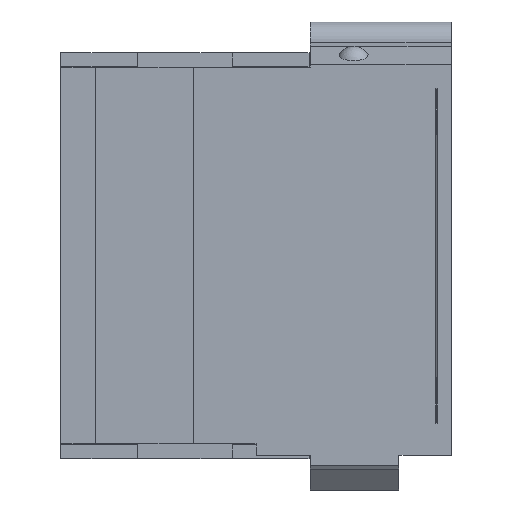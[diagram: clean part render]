
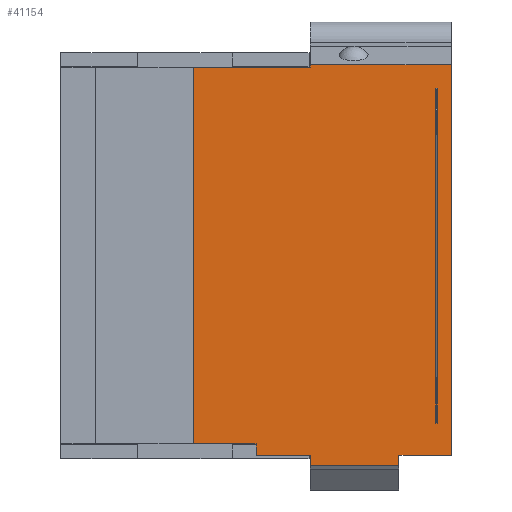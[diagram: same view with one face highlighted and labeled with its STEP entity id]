
A CAD part, front view. The second image highlights one B-rep face of the part: STEP entity #41154.
In plain terms, the highlighted planar face has unit normal (0, -1, 0).
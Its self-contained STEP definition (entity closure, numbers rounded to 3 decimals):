
#2542=DIRECTION('',(1.,0.,0.));
#2543=VECTOR('',#2542,8.4);
#2544=CARTESIAN_POINT('',(-4.5,0.,13.5));
#2545=LINE('',#2544,#2543);
#2566=DIRECTION('',(0.,0.,-1.));
#2567=VECTOR('',#2566,27.);
#2568=CARTESIAN_POINT('',(-4.5,0.,13.5));
#2569=LINE('',#2568,#2567);
#2570=DIRECTION('',(1.,0.,0.));
#2571=VECTOR('',#2570,10.1);
#2572=CARTESIAN_POINT('',(3.9,0.,13.7));
#2573=LINE('',#2572,#2571);
#2574=DIRECTION('',(0.,0.,-1.));
#2575=VECTOR('',#2574,28.);
#2576=CARTESIAN_POINT('',(14.,0.,13.7));
#2577=LINE('',#2576,#2575);
#2578=DIRECTION('',(-1.,0.,0.));
#2579=VECTOR('',#2578,3.75);
#2580=CARTESIAN_POINT('',(14.,0.,-14.3));
#2581=LINE('',#2580,#2579);
#2582=DIRECTION('',(0.,0.,1.));
#2583=VECTOR('',#2582,0.732);
#2584=CARTESIAN_POINT('',(10.25,0.,-15.032));
#2585=LINE('',#2584,#2583);
#2586=DIRECTION('',(-1.,0.,0.));
#2587=VECTOR('',#2586,6.35);
#2588=CARTESIAN_POINT('',(10.25,0.,-15.032));
#2589=LINE('',#2588,#2587);
#2590=DIRECTION('',(0.,0.,1.));
#2591=VECTOR('',#2590,0.732);
#2592=CARTESIAN_POINT('',(3.9,0.,-15.032));
#2593=LINE('',#2592,#2591);
#2594=DIRECTION('',(1.,0.,0.));
#2595=VECTOR('',#2594,3.9);
#2596=CARTESIAN_POINT('',(0.,0.,-14.3));
#2597=LINE('',#2596,#2595);
#2598=DIRECTION('',(-1.,0.,0.));
#2599=VECTOR('',#2598,4.5);
#2600=CARTESIAN_POINT('',(0.,0.,-13.5));
#2601=LINE('',#2600,#2599);
#2602=DIRECTION('',(0.,0.,1.));
#2603=VECTOR('',#2602,24.);
#2604=CARTESIAN_POINT('',(12.9,0.,-12.));
#2605=LINE('',#2604,#2603);
#2606=DIRECTION('',(0.,0.,1.));
#2607=VECTOR('',#2606,24.);
#2608=CARTESIAN_POINT('',(13.,0.,-12.));
#2609=LINE('',#2608,#2607);
#2652=DIRECTION('',(0.,0.,-1.));
#2653=VECTOR('',#2652,0.2);
#2654=CARTESIAN_POINT('',(3.9,0.,13.7));
#2655=LINE('',#2654,#2653);
#2820=DIRECTION('',(0.,0.,1.));
#2821=VECTOR('',#2820,0.8);
#2822=CARTESIAN_POINT('',(0.,0.,-14.3));
#2823=LINE('',#2822,#2821);
#6487=DIRECTION('',(-1.,0.,0.));
#6488=VECTOR('',#6487,0.1);
#6489=CARTESIAN_POINT('',(13.,0.,-12.));
#6490=LINE('',#6489,#6488);
#6583=DIRECTION('',(1.,0.,0.));
#6584=VECTOR('',#6583,0.1);
#6585=CARTESIAN_POINT('',(12.9,0.,12.));
#6586=LINE('',#6585,#6584);
#30172=CARTESIAN_POINT('',(3.9,0.,13.7));
#30173=VERTEX_POINT('',#30172);
#30208=CARTESIAN_POINT('',(14.,0.,13.7));
#30209=VERTEX_POINT('',#30208);
#30214=CARTESIAN_POINT('',(3.9,0.,13.5));
#30215=VERTEX_POINT('',#30214);
#30216=CARTESIAN_POINT('',(0.,0.,-13.5));
#30218=VERTEX_POINT('',#30216);
#30222=CARTESIAN_POINT('',(0.,0.,-14.3));
#30223=CARTESIAN_POINT('',(3.9,0.,-14.3));
#30224=VERTEX_POINT('',#30222);
#30225=VERTEX_POINT('',#30223);
#30226=CARTESIAN_POINT('',(3.9,0.,-15.032));
#30227=VERTEX_POINT('',#30226);
#30228=CARTESIAN_POINT('',(10.25,0.,-15.032));
#30229=CARTESIAN_POINT('',(10.25,0.,-14.3));
#30230=VERTEX_POINT('',#30228);
#30231=VERTEX_POINT('',#30229);
#30232=CARTESIAN_POINT('',(14.,0.,-14.3));
#30233=VERTEX_POINT('',#30232);
#30391=CARTESIAN_POINT('',(13.,0.,-12.));
#30392=CARTESIAN_POINT('',(13.,0.,12.));
#30393=VERTEX_POINT('',#30391);
#30394=VERTEX_POINT('',#30392);
#30671=CARTESIAN_POINT('',(-4.5,0.,-13.5));
#30673=VERTEX_POINT('',#30671);
#30679=CARTESIAN_POINT('',(-4.5,0.,13.5));
#30681=VERTEX_POINT('',#30679);
#36760=CARTESIAN_POINT('',(12.9,0.,-12.));
#36762=VERTEX_POINT('',#36760);
#36772=CARTESIAN_POINT('',(12.9,0.,12.));
#36774=VERTEX_POINT('',#36772);
#41115=CARTESIAN_POINT('',(-14.,0.,-13.5));
#41116=DIRECTION('',(0.,-1.,0.));
#41117=DIRECTION('',(1.,0.,0.));
#41118=AXIS2_PLACEMENT_3D('',#41115,#41116,#41117);
#41119=PLANE('',#41118);
#41120=ORIENTED_EDGE('',*,*,#41108,.F.);
#41121=ORIENTED_EDGE('',*,*,#41064,.T.);
#41123=ORIENTED_EDGE('',*,*,#41122,.F.);
#41125=ORIENTED_EDGE('',*,*,#41124,.T.);
#41127=ORIENTED_EDGE('',*,*,#41126,.T.);
#41129=ORIENTED_EDGE('',*,*,#41128,.T.);
#41131=ORIENTED_EDGE('',*,*,#41130,.F.);
#41133=ORIENTED_EDGE('',*,*,#41132,.T.);
#41135=ORIENTED_EDGE('',*,*,#41134,.T.);
#41137=ORIENTED_EDGE('',*,*,#41136,.F.);
#41139=ORIENTED_EDGE('',*,*,#41138,.T.);
#41141=ORIENTED_EDGE('',*,*,#41140,.T.);
#41142=EDGE_LOOP('',(#41120,#41121,#41123,#41125,#41127,#41129,#41131,#41133,
#41135,#41137,#41139,#41141));
#41143=FACE_OUTER_BOUND('',#41142,.F.);
#41145=ORIENTED_EDGE('',*,*,#41144,.F.);
#41147=ORIENTED_EDGE('',*,*,#41146,.F.);
#41149=ORIENTED_EDGE('',*,*,#41148,.F.);
#41151=ORIENTED_EDGE('',*,*,#41150,.T.);
#41152=EDGE_LOOP('',(#41145,#41147,#41149,#41151));
#41153=FACE_BOUND('',#41152,.F.);
#41154=ADVANCED_FACE('',(#41143,#41153),#41119,.T.);
#41064=EDGE_CURVE('',#30681,#30215,#2545,.T.);
#41108=EDGE_CURVE('',#30681,#30673,#2569,.T.);
#41122=EDGE_CURVE('',#30173,#30215,#2655,.T.);
#41124=EDGE_CURVE('',#30173,#30209,#2573,.T.);
#41126=EDGE_CURVE('',#30209,#30233,#2577,.T.);
#41128=EDGE_CURVE('',#30233,#30231,#2581,.T.);
#41130=EDGE_CURVE('',#30230,#30231,#2585,.T.);
#41132=EDGE_CURVE('',#30230,#30227,#2589,.T.);
#41134=EDGE_CURVE('',#30227,#30225,#2593,.T.);
#41136=EDGE_CURVE('',#30224,#30225,#2597,.T.);
#41138=EDGE_CURVE('',#30224,#30218,#2823,.T.);
#41140=EDGE_CURVE('',#30218,#30673,#2601,.T.);
#41144=EDGE_CURVE('',#36774,#30394,#6586,.T.);
#41146=EDGE_CURVE('',#36762,#36774,#2605,.T.);
#41148=EDGE_CURVE('',#30393,#36762,#6490,.T.);
#41150=EDGE_CURVE('',#30393,#30394,#2609,.T.);
